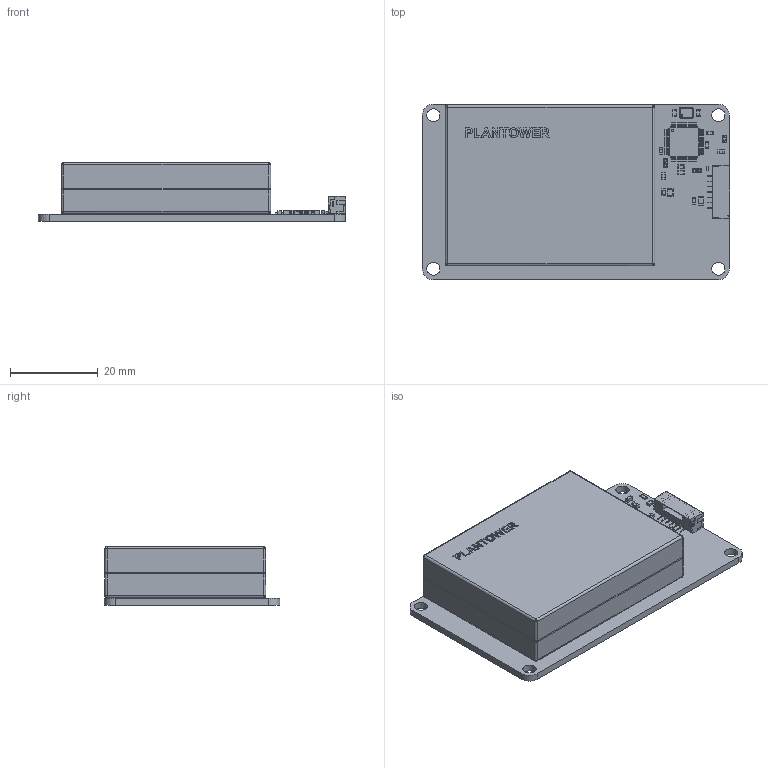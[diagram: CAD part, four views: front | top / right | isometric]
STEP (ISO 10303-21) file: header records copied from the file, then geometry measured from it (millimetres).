
FILE_DESCRIPTION(('FreeCAD Model'),'2;1');
FILE_NAME('particulate-matter.step','2018-04-23T11:10:56',('kicad StepUp'),('ksu MCAD'), 'Open CASCADE STEP processor 6.8','FreeCAD','Unknown');
FILE_SCHEMA(('AUTOMOTIVE_DESIGN_CC2 { 1 2 10303 214 -1 1 5 4 }'));
Length unit declared in the file: millimetre
Products named in the file (22): Pcb; lqfp48_7x7_p05_; 3225_; C_0603_; C_0603_001; C_0603_002; C_0603_003; C_0603_004; C_0603_005; C_0603_006; D_0603_blue_; BrickletConn_7pin_; C_0402_; C_0603_007; R_0603_; R_0603_001; R_0603_002; C_0805_; Cut_; C_0805_001; Cut_001; PMS7005_
Bounding box: 70.06 x 40 x 13.41 mm (x, y, z)
Volume: 7309.7 mm3; surface area: 17577.7 mm2
Topology: 29 solids, 29 shells, 2460 faces, 6718 edges, 4316 vertices
Faces by surface type: plane 1812, cylinder 489, bspline 159
Full cylindrical faces by diameter (mm): 0.5 x1, 0.6 x10, 3 x4
Entity records: 95009 total; most frequent: CARTESIAN_POINT 15560, ORIENTED_EDGE 13404, DIRECTION 12116, EDGE_CURVE 6702, LINE 5516, VECTOR 5516, VERTEX_POINT 4316, AXIS2_PLACEMENT_3D 3300
